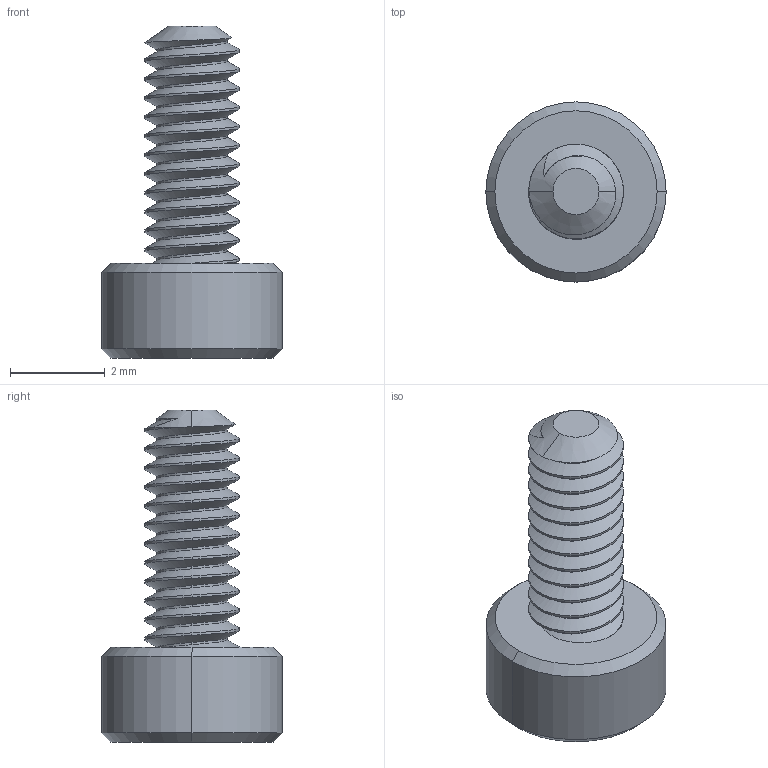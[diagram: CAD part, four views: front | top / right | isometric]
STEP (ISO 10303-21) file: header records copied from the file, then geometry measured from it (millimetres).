
FILE_DESCRIPTION (( 'STEP AP203' ), '1' );
FILE_NAME ('M2 x 0.4mm Thread 5mm LONG SOCKET HEAD CAP SCREW.STEP', '2017-05-12T22:25:09', ( '' ), ( '' ), 'SwSTEP 2.0', 'SolidWorks 2014', '' );
FILE_SCHEMA (( 'CONFIG_CONTROL_DESIGN' ));
Length unit declared in the file: millimetre
Products named in the file (1): M2 x 0.4mm Thread 5mm LONG SOCKET HEAD CAP SCREW
Bounding box: 3.8 x 3.8 x 7 mm (x, y, z)
Volume: 31.8 mm3; surface area: 95.1 mm2
Topology: 1 solids, 1 shells, 76 faces, 200 edges, 128 vertices
Faces by surface type: cylinder 51, cone 13, plane 10, bspline 2
Entity records: 3623 total; most frequent: CARTESIAN_POINT 1982, ORIENTED_EDGE 400, DIRECTION 260, EDGE_CURVE 200, VERTEX_POINT 128, AXIS2_PLACEMENT_3D 96, EDGE_LOOP 78, FACE_OUTER_BOUND 76
